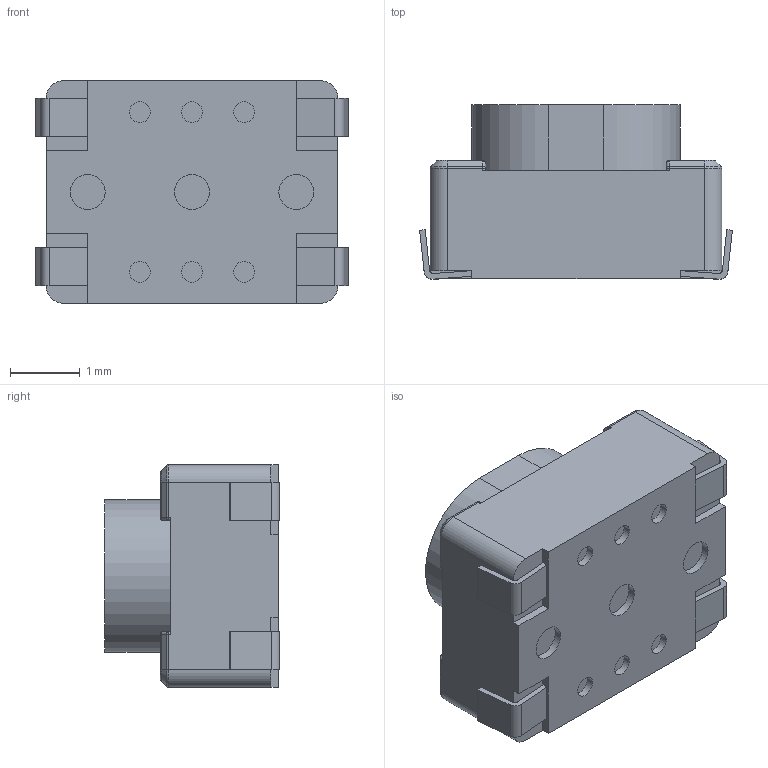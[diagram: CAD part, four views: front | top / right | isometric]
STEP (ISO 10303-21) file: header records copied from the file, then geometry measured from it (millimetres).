
FILE_DESCRIPTION (( 'STEP AP214' ), '1' );
FILE_NAME ('TL3365AF180QG.STEP', '2025-07-24T08:26:43', ( '' ), ( '' ), 'SwSTEP 2.0', 'SolidWorks 2024', '' );
FILE_SCHEMA (( 'AUTOMOTIVE_DESIGN' ));
Length unit declared in the file: millimetre
Products named in the file (2): TL3365AF180QG--3DModel-STEP-520916; TL3365AF180QG
Assembly tree (1 placements, depth 2):
  TL3365AF180QG
    TL3365AF180QG--3DModel-STEP-520916
Bounding box: 4.5 x 2.51 x 3.2 mm (x, y, z)
Volume: 26.1 mm3; surface area: 67.7 mm2
Topology: 1 solids, 1 shells, 209 faces, 490 edges, 288 vertices
Faces by surface type: cylinder 88, plane 85, sphere 24, torus 8, cone 4
Entity records: 5909 total; most frequent: DIRECTION 1098, CARTESIAN_POINT 985, ORIENTED_EDGE 968, EDGE_CURVE 484, AXIS2_PLACEMENT_3D 401, VECTOR 296, LINE 296, VERTEX_POINT 288
